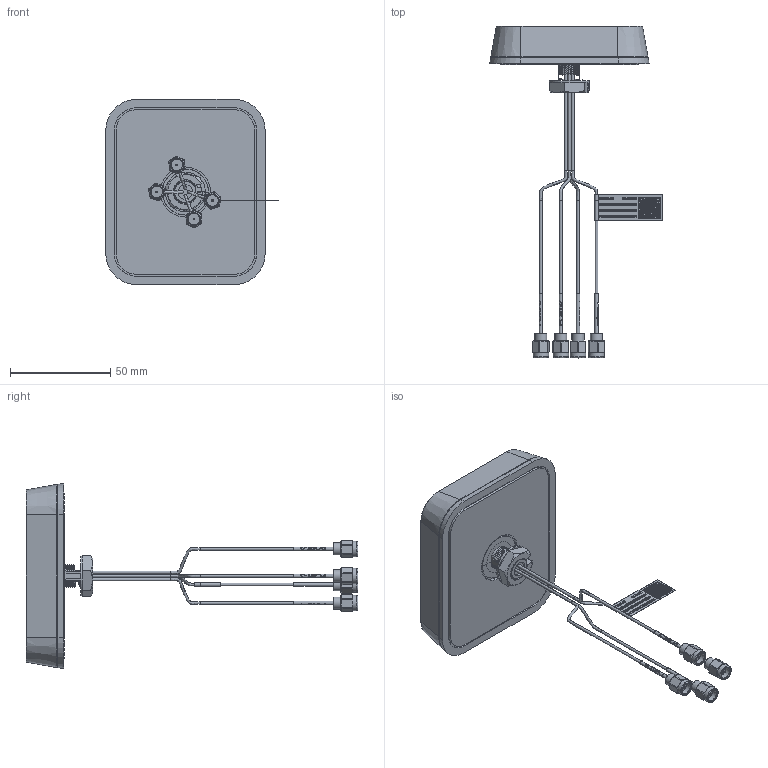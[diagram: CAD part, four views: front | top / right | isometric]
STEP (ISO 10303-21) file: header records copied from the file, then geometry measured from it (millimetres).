
FILE_DESCRIPTION (( 'STEP AP214' ), '1' );
FILE_NAME ('EDW.005235-MA584.A.003-4-In-1-Antenna-(D03).STEP', '2025-03-18T18:38:55', ( '' ), ( '' ), 'SwSTEP 2.0', 'SolidWorks 2022', '' );
FILE_SCHEMA (( 'AUTOMOTIVE_DESIGN' ));
Length unit declared in the file: millimetre
Products named in the file (1): EDW.005235-MA584.A.003-4-In-1-Antenna-(D03)
Bounding box: 86.04 x 165.52 x 92.49 mm (x, y, z)
Surface area: 32157.5 mm2 (no closed solid volume)
Topology: 0 solids, 300 shells, 597 faces, 7036 edges, 6736 vertices
Faces by surface type: plane 366, cylinder 136, bspline 46, cone 33, torus 16
Full cylindrical faces by diameter (mm): 0.9 x4, 1.37 x8, 1.77 x4, 5.7 x4, 6 x4, 6.45 x4, 7.72 x4, 20 x1, 25 x1
Entity records: 99256 total; most frequent: CARTESIAN_POINT 48195, ORIENTED_EDGE 7547, EDGE_CURVE 6958, DIRECTION 6866, VERTEX_POINT 6718, LINE 5128, VECTOR 5128, B_SPLINE_CURVE_WITH_KNOTS 1400
